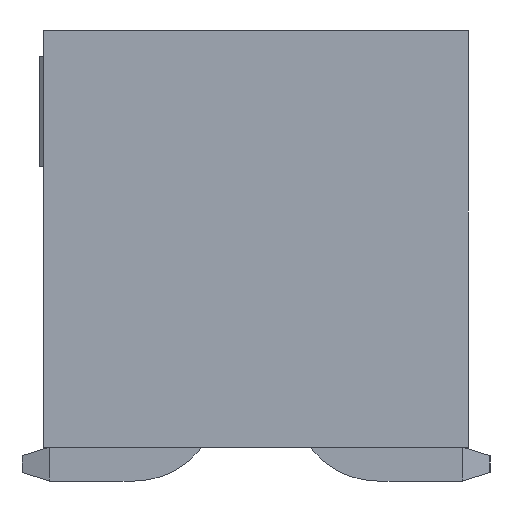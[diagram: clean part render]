
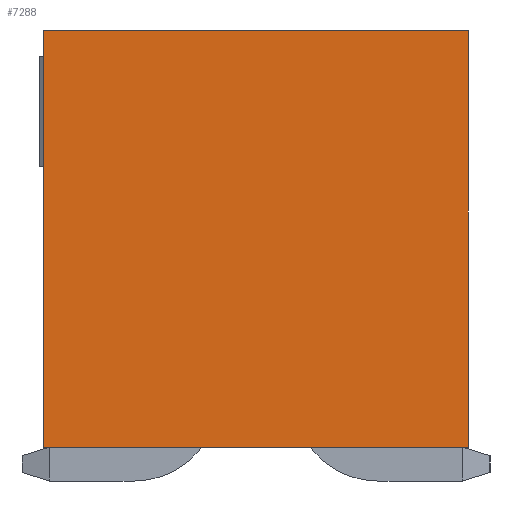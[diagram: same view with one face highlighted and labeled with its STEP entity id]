
A CAD part, front view. The second image highlights one B-rep face of the part: STEP entity #7288.
In plain terms, the highlighted face is planar.
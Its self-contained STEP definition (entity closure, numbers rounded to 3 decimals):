
#401=ORIENTED_EDGE('',*,*,#1774,.F.);
#402=ORIENTED_EDGE('',*,*,#1775,.F.);
#403=ORIENTED_EDGE('',*,*,#1776,.T.);
#404=ORIENTED_EDGE('',*,*,#1777,.T.);
#1774=EDGE_CURVE('',#2458,#2459,#2976,.T.);
#1775=EDGE_CURVE('',#2460,#2458,#2977,.T.);
#1776=EDGE_CURVE('',#2460,#2461,#2978,.T.);
#1777=EDGE_CURVE('',#2461,#2459,#2979,.T.);
#2458=VERTEX_POINT('',#9675);
#2459=VERTEX_POINT('',#9676);
#2460=VERTEX_POINT('',#9678);
#2461=VERTEX_POINT('',#9680);
#2976=LINE('',#9674,#3682);
#2977=LINE('',#9677,#3683);
#2978=LINE('',#9679,#3684);
#2979=LINE('',#9681,#3685);
#3682=VECTOR('',#8208,1000.);
#3683=VECTOR('',#8209,1000.);
#3684=VECTOR('',#8210,1000.);
#3685=VECTOR('',#8211,1000.);
#4254=EDGE_LOOP('',(#401,#402,#403,#404));
#4568=FACE_BOUND('',#4254,.T.);
#4882=PLANE('',#7598);
#7288=ADVANCED_FACE('',(#4568),#4882,.T.);
#7598=AXIS2_PLACEMENT_3D('',#9673,#8206,#8207);
#8206=DIRECTION('',(1.,0.,0.));
#8207=DIRECTION('',(0.,0.,-1.));
#8208=DIRECTION('',(0.,0.,-1.));
#8209=DIRECTION('',(0.,1.,0.));
#8210=DIRECTION('',(0.,0.,-1.));
#8211=DIRECTION('',(0.,1.,0.));
#9673=CARTESIAN_POINT('',(6.35,-2.5,2.45));
#9674=CARTESIAN_POINT('',(6.35,2.5,2.45));
#9675=CARTESIAN_POINT('',(6.35,2.5,2.45));
#9676=CARTESIAN_POINT('',(6.35,2.5,-2.45));
#9677=CARTESIAN_POINT('',(6.35,-2.5,2.45));
#9678=CARTESIAN_POINT('',(6.35,-2.5,2.45));
#9679=CARTESIAN_POINT('',(6.35,-2.5,2.45));
#9680=CARTESIAN_POINT('',(6.35,-2.5,-2.45));
#9681=CARTESIAN_POINT('',(6.35,-2.5,-2.45));
